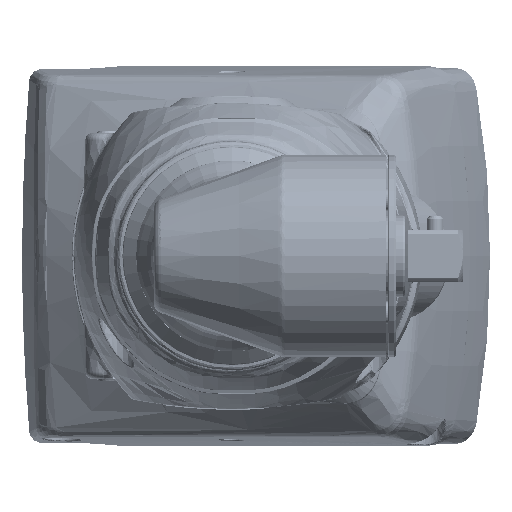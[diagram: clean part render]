
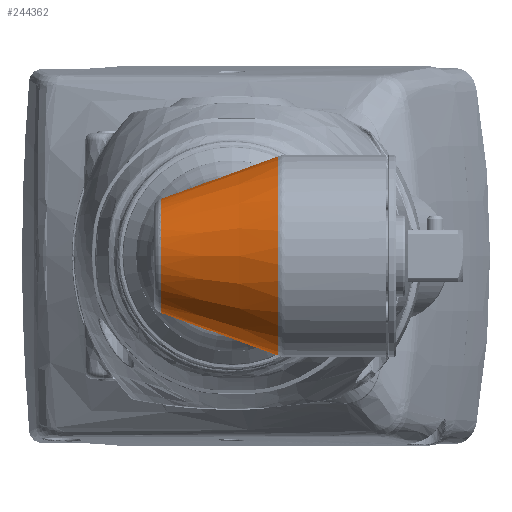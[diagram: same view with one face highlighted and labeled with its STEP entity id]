
A CAD part, left-side view. The second image highlights one B-rep face of the part: STEP entity #244362.
In plain terms, the highlighted conical face has half-angle 20 degrees and reference radius 14.37 mm.
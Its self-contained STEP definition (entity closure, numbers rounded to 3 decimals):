
#242849=CARTESIAN_POINT('',(-250.04,-8.437,0.));
#242850=DIRECTION('',(0.,1.,0.));
#242851=DIRECTION('',(0.674,0.,-0.739));
#242852=AXIS2_PLACEMENT_3D('',#242849,#242850,#242851);
#242888=CARTESIAN_POINT('',(-250.04,12.934,0.));
#242889=DIRECTION('',(0.,1.,0.));
#242890=DIRECTION('',(-1.,0.,0.));
#242891=AXIS2_PLACEMENT_3D('',#242888,#242889,#242890);
#242893=CARTESIAN_POINT('',(-243.252,12.934,
7.985));
#242894=CARTESIAN_POINT('',(-243.453,12.678,
8.278));
#242895=CARTESIAN_POINT('',(-243.854,12.17,
8.817));
#242896=CARTESIAN_POINT('',(-244.43,11.45,
9.497));
#242897=CARTESIAN_POINT('',(-244.979,10.769,
10.076));
#242898=CARTESIAN_POINT('',(-245.493,10.138,
10.567));
#242899=CARTESIAN_POINT('',(-245.97,9.555,
10.985));
#242900=CARTESIAN_POINT('',(-246.411,9.018,
11.343));
#242901=CARTESIAN_POINT('',(-246.817,8.525,
11.65));
#242902=CARTESIAN_POINT('',(-247.19,8.073,
11.915));
#242903=CARTESIAN_POINT('',(-247.529,7.659,
12.145));
#242904=CARTESIAN_POINT('',(-247.84,7.279,
12.345));
#242905=CARTESIAN_POINT('',(-248.122,6.928,
12.521));
#242906=CARTESIAN_POINT('',(-248.381,6.601,
12.678));
#242907=CARTESIAN_POINT('',(-248.617,6.293,
12.819));
#242908=CARTESIAN_POINT('',(-248.83,6.002,
12.948));
#242909=CARTESIAN_POINT('',(-249.017,5.723,
13.065));
#242910=CARTESIAN_POINT('',(-249.173,5.452,
13.175));
#242911=CARTESIAN_POINT('',(-249.284,5.187,
13.278));
#242912=CARTESIAN_POINT('',(-249.334,4.924,
13.377));
#242913=CARTESIAN_POINT('',(-249.304,4.644,
13.478));
#242914=CARTESIAN_POINT('',(-249.188,4.346,
13.579));
#242915=CARTESIAN_POINT('',(-249.016,4.049,
13.676));
#242916=CARTESIAN_POINT('',(-248.808,3.748,
13.769));
#242917=CARTESIAN_POINT('',(-248.568,3.43,
13.862));
#242918=CARTESIAN_POINT('',(-248.297,3.091,
13.955));
#242919=CARTESIAN_POINT('',(-247.996,2.727,
14.048));
#242920=CARTESIAN_POINT('',(-247.663,2.335,
14.141));
#242921=CARTESIAN_POINT('',(-247.296,1.911,
14.232));
#242922=CARTESIAN_POINT('',(-246.895,1.452,
14.32));
#242923=CARTESIAN_POINT('',(-246.456,0.958,
14.402));
#242924=CARTESIAN_POINT('',(-245.981,0.425,
14.477));
#242925=CARTESIAN_POINT('',(-245.465,-0.147,
14.542));
#242926=CARTESIAN_POINT('',(-244.905,-0.766,
14.592));
#242927=CARTESIAN_POINT('',(-244.29,-1.44,
14.626));
#242928=CARTESIAN_POINT('',(-243.612,-2.179,
14.636));
#242929=CARTESIAN_POINT('',(-242.861,-2.991,
14.614));
#242930=CARTESIAN_POINT('',(-242.031,-3.886,
14.55));
#242931=CARTESIAN_POINT('',(-241.11,-4.872,
14.429));
#242932=CARTESIAN_POINT('',(-240.093,-5.955,
14.234));
#242933=CARTESIAN_POINT('',(-238.976,-7.137,
13.941));
#242934=CARTESIAN_POINT('',(-238.162,-7.993,
13.66));
#242935=CARTESIAN_POINT('',(-237.739,-8.437,
13.493));
#242937=CARTESIAN_POINT('',(-237.739,-8.437,
-13.493));
#242938=CARTESIAN_POINT('',(-238.121,-8.036,
-13.644));
#242939=CARTESIAN_POINT('',(-238.856,-7.263,
-13.901));
#242940=CARTESIAN_POINT('',(-239.863,-6.198,
-14.177));
#242941=CARTESIAN_POINT('',(-240.789,-5.214,
-14.372));
#242942=CARTESIAN_POINT('',(-241.636,-4.309,
-14.503));
#242943=CARTESIAN_POINT('',(-242.41,-3.478,
-14.583));
#242944=CARTESIAN_POINT('',(-243.118,-2.714,
-14.624));
#242945=CARTESIAN_POINT('',(-243.766,-2.011,
-14.635));
#242946=CARTESIAN_POINT('',(-244.361,-1.362,
-14.622));
#242947=CARTESIAN_POINT('',(-244.909,-0.761,
-14.591));
#242948=CARTESIAN_POINT('',(-245.418,-0.199,
-14.546));
#242949=CARTESIAN_POINT('',(-245.894,0.328,
-14.489));
#242950=CARTESIAN_POINT('',(-246.336,0.822,
-14.422));
#242951=CARTESIAN_POINT('',(-246.745,1.283,
-14.349));
#242952=CARTESIAN_POINT('',(-247.122,1.712,
-14.271));
#242953=CARTESIAN_POINT('',(-247.468,2.11,
-14.19));
#242954=CARTESIAN_POINT('',(-247.785,2.479,
-14.108));
#242955=CARTESIAN_POINT('',(-248.075,2.823,
-14.024));
#242956=CARTESIAN_POINT('',(-248.341,3.146,
-13.94));
#242957=CARTESIAN_POINT('',(-248.584,3.451,
-13.856));
#242958=CARTESIAN_POINT('',(-248.802,3.74,
-13.771));
#242959=CARTESIAN_POINT('',(-248.994,4.017,
-13.686));
#242960=CARTESIAN_POINT('',(-249.154,4.285,
-13.6));
#242961=CARTESIAN_POINT('',(-249.271,4.546,
-13.511));
#242962=CARTESIAN_POINT('',(-249.329,4.803,
-13.421));
#242963=CARTESIAN_POINT('',(-249.316,5.06,
-13.326));
#242964=CARTESIAN_POINT('',(-249.23,5.333,
-13.222));
#242965=CARTESIAN_POINT('',(-249.082,5.617,
-13.109));
#242966=CARTESIAN_POINT('',(-248.896,5.907,
-12.988));
#242967=CARTESIAN_POINT('',(-248.681,6.208,
-12.858));
#242968=CARTESIAN_POINT('',(-248.441,6.523,
-12.714));
#242969=CARTESIAN_POINT('',(-248.178,6.859,
-12.555));
#242970=CARTESIAN_POINT('',(-247.889,7.218,
-12.377));
#242971=CARTESIAN_POINT('',(-247.573,7.606,
-12.174));
#242972=CARTESIAN_POINT('',(-247.227,8.028,
-11.942));
#242973=CARTESIAN_POINT('',(-246.849,8.487,
-11.674));
#242974=CARTESIAN_POINT('',(-246.437,8.987,
-11.363));
#242975=CARTESIAN_POINT('',(-245.99,9.531,
-11.002));
#242976=CARTESIAN_POINT('',(-245.51,10.118,
-10.582));
#242977=CARTESIAN_POINT('',(-244.993,10.752,
-10.09));
#242978=CARTESIAN_POINT('',(-244.44,11.437,
-9.509));
#242979=CARTESIAN_POINT('',(-243.857,12.166,
-8.822));
#242980=CARTESIAN_POINT('',(-243.454,12.677,
-8.28));
#242981=CARTESIAN_POINT('',(-243.252,12.934,
-7.985));
#242983=CARTESIAN_POINT('',(-250.04,12.934,0.));
#242984=DIRECTION('',(0.,1.,0.));
#242985=DIRECTION('',(0.648,0.,-0.762));
#242986=AXIS2_PLACEMENT_3D('',#242983,#242984,#242985);
#243786=CARTESIAN_POINT('',(-260.52,12.934,0.));
#243788=VERTEX_POINT('',#243786);
#243789=CARTESIAN_POINT('',(-243.252,12.934,
7.985));
#243790=VERTEX_POINT('',#243789);
#243793=CARTESIAN_POINT('',(-243.252,12.934,
-7.985));
#243794=VERTEX_POINT('',#243793);
#243801=CARTESIAN_POINT('',(-237.739,-8.437,
-13.493));
#243802=CARTESIAN_POINT('',(-237.739,-8.437,
13.493));
#243803=VERTEX_POINT('',#243801);
#243804=VERTEX_POINT('',#243802);
#244347=CARTESIAN_POINT('',(-250.04,2.248,0.));
#244348=DIRECTION('',(0.,-1.,0.));
#244349=DIRECTION('',(1.,0.,0.));
#244350=AXIS2_PLACEMENT_3D('',#244347,#244348,#244349);
#244351=CONICAL_SURFACE('',#244350,14.37,20.);
#244353=ORIENTED_EDGE('',*,*,#244352,.T.);
#244354=ORIENTED_EDGE('',*,*,#244337,.T.);
#244355=ORIENTED_EDGE('',*,*,#243928,.F.);
#244357=ORIENTED_EDGE('',*,*,#244356,.T.);
#244359=ORIENTED_EDGE('',*,*,#244358,.T.);
#244360=EDGE_LOOP('',(#244353,#244354,#244355,#244357,#244359));
#244361=FACE_OUTER_BOUND('',#244360,.F.);
#244362=ADVANCED_FACE('',(#244361),#244351,.T.);
#242853=CIRCLE('',#242852,18.259);
#242892=CIRCLE('',#242891,10.48);
#242936=B_SPLINE_CURVE_WITH_KNOTS('',3,(#242893,#242894,#242895,#242896,#242897,
#242898,#242899,#242900,#242901,#242902,#242903,#242904,#242905,#242906,#242907,
#242908,#242909,#242910,#242911,#242912,#242913,#242914,#242915,#242916,#242917,
#242918,#242919,#242920,#242921,#242922,#242923,#242924,#242925,#242926,#242927,
#242928,#242929,#242930,#242931,#242932,#242933,#242934,#242935),.UNSPECIFIED.,
.F.,.F.,(4,1,1,1,1,1,1,1,1,1,1,1,1,1,1,1,1,1,1,1,1,1,1,1,1,1,1,1,1,1,1,1,1,1,1,
1,1,1,1,1,4),(0.,0.025,0.05,0.075,0.1,0.125,0.15,0.175,0.2,
0.225,0.25,0.275,0.3,0.325,0.35,0.375,0.4,0.425,0.45,
0.475,0.5,0.525,0.55,0.575,0.6,0.625,0.65,0.675,0.7,0.725,
0.75,0.775,0.8,0.825,0.85,0.875,0.9,0.925,0.95,0.975,1.),
.UNSPECIFIED.);
#242982=B_SPLINE_CURVE_WITH_KNOTS('',3,(#242937,#242938,#242939,#242940,#242941,
#242942,#242943,#242944,#242945,#242946,#242947,#242948,#242949,#242950,#242951,
#242952,#242953,#242954,#242955,#242956,#242957,#242958,#242959,#242960,#242961,
#242962,#242963,#242964,#242965,#242966,#242967,#242968,#242969,#242970,#242971,
#242972,#242973,#242974,#242975,#242976,#242977,#242978,#242979,#242980,
#242981),.UNSPECIFIED.,.F.,.F.,(4,1,1,1,1,1,1,1,1,1,1,1,1,1,1,1,1,1,1,1,1,1,1,1,
1,1,1,1,1,1,1,1,1,1,1,1,1,1,1,1,1,1,4),(0.,0.024,
0.048,0.071,0.095,0.119,
0.143,0.167,0.19,0.214,
0.238,0.262,0.286,0.31,
0.333,0.357,0.381,0.405,
0.429,0.452,0.476,0.5,0.524,
0.548,0.571,0.595,0.619,
0.643,0.667,0.69,0.714,
0.738,0.762,0.786,0.81,
0.833,0.857,0.881,0.905,
0.929,0.952,0.976,1.),.UNSPECIFIED.);
#242987=CIRCLE('',#242986,10.48);
#243928=EDGE_CURVE('',#243803,#243804,#242853,.T.);
#244337=EDGE_CURVE('',#243790,#243804,#242936,.T.);
#244352=EDGE_CURVE('',#243788,#243790,#242892,.T.);
#244356=EDGE_CURVE('',#243803,#243794,#242982,.T.);
#244358=EDGE_CURVE('',#243794,#243788,#242987,.T.);
